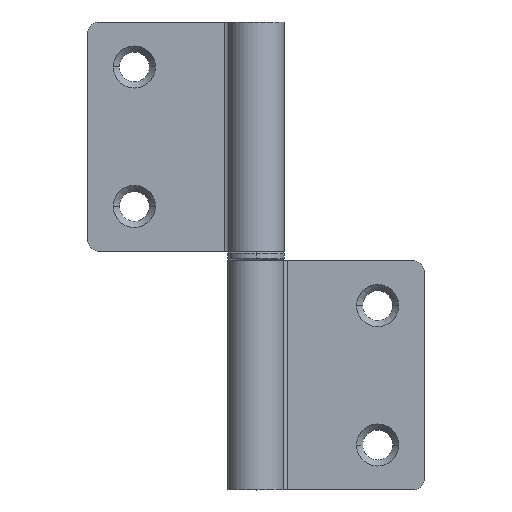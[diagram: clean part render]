
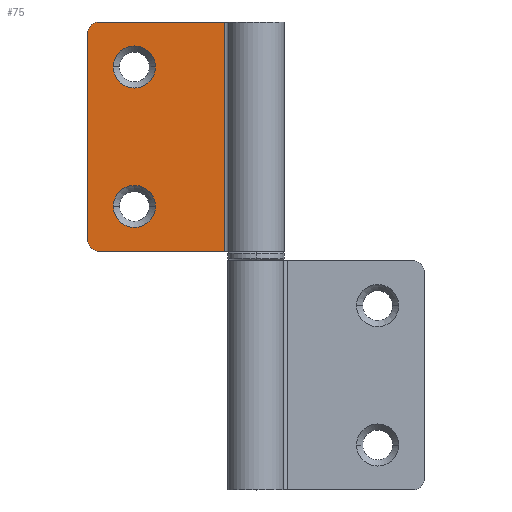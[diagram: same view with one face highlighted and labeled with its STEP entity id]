
A CAD part, top view. The second image highlights one B-rep face of the part: STEP entity #75.
In plain terms, the highlighted planar face has unit normal (0, 0, 1).
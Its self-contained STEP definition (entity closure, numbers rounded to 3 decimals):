
#11=FACE_BOUND('',#164,.T.);
#12=FACE_BOUND('',#165,.T.);
#22=B_SPLINE_CURVE_WITH_KNOTS('',1,(#1262,#1263),.UNSPECIFIED.,.F.,.F.,
(2,2),(48.637,75.424),.UNSPECIFIED.);
#23=B_SPLINE_CURVE_WITH_KNOTS('',1,(#1264,#1265),.UNSPECIFIED.,.F.,.F.,
(2,2),(2.5,46.5),.UNSPECIFIED.);
#24=B_SPLINE_CURVE_WITH_KNOTS('',1,(#1266,#1267),.UNSPECIFIED.,.F.,.F.,
(2,2),(48.637,75.424),.UNSPECIFIED.);
#75=ADVANCED_FACE('',(#119,#11,#12),#723,.T.);
#119=FACE_OUTER_BOUND('',#163,.T.);
#163=EDGE_LOOP('',(#238,#239,#240,#241,#242,#243));
#164=EDGE_LOOP('',(#244,#245));
#165=EDGE_LOOP('',(#246,#247));
#238=ORIENTED_EDGE('',*,*,#454,.F.);
#239=ORIENTED_EDGE('',*,*,#437,.F.);
#240=ORIENTED_EDGE('',*,*,#452,.F.);
#241=ORIENTED_EDGE('',*,*,#436,.F.);
#242=ORIENTED_EDGE('',*,*,#434,.T.);
#243=ORIENTED_EDGE('',*,*,#438,.T.);
#244=ORIENTED_EDGE('',*,*,#457,.F.);
#245=ORIENTED_EDGE('',*,*,#445,.F.);
#246=ORIENTED_EDGE('',*,*,#448,.T.);
#247=ORIENTED_EDGE('',*,*,#460,.T.);
#434=EDGE_CURVE('',#666,#667,#524,.T.);
#436=EDGE_CURVE('',#666,#672,#22,.T.);
#437=EDGE_CURVE('',#674,#673,#23,.T.);
#438=EDGE_CURVE('',#667,#675,#24,.T.);
#445=EDGE_CURVE('',#668,#681,#552,.T.);
#448=EDGE_CURVE('',#670,#683,#554,.T.);
#452=EDGE_CURVE('',#672,#674,#556,.T.);
#454=EDGE_CURVE('',#673,#675,#558,.T.);
#457=EDGE_CURVE('',#681,#668,#560,.T.);
#460=EDGE_CURVE('',#683,#670,#562,.T.);
#524=(
BOUNDED_CURVE()
B_SPLINE_CURVE(1,(#1257,#1258),.UNSPECIFIED.,.F.,.F.)
B_SPLINE_CURVE_WITH_KNOTS((2,2),(0.,49.),.UNSPECIFIED.)
CURVE()
GEOMETRIC_REPRESENTATION_ITEM()
RATIONAL_B_SPLINE_CURVE((1.,1.))
REPRESENTATION_ITEM('')
);
#552=TRIMMED_CURVE($,#608,(#1283),(#1284),.T.,.CARTESIAN.);
#554=TRIMMED_CURVE($,#610,(#1293),(#1294),.T.,.CARTESIAN.);
#556=TRIMMED_CURVE($,#612,(#1303),(#1304),.T.,.CARTESIAN.);
#558=TRIMMED_CURVE($,#614,(#1309),(#1310),.T.,.CARTESIAN.);
#560=TRIMMED_CURVE($,#616,(#1319),(#1320),.T.,.CARTESIAN.);
#562=TRIMMED_CURVE($,#618,(#1329),(#1330),.T.,.CARTESIAN.);
#608=CIRCLE('',#868,4.5);
#610=CIRCLE('',#870,4.5);
#612=CIRCLE('',#872,2.5);
#614=CIRCLE('',#874,2.5);
#616=CIRCLE('',#876,4.5);
#618=CIRCLE('',#878,4.5);
#666=VERTEX_POINT('',#1204);
#667=VERTEX_POINT('',#1205);
#668=VERTEX_POINT('',#1206);
#670=VERTEX_POINT('',#1208);
#672=VERTEX_POINT('',#1210);
#673=VERTEX_POINT('',#1211);
#674=VERTEX_POINT('',#1212);
#675=VERTEX_POINT('',#1213);
#681=VERTEX_POINT('',#1219);
#683=VERTEX_POINT('',#1221);
#723=PLANE('',#853);
#853=AXIS2_PLACEMENT_3D('',#1107,#948,$);
#868=AXIS2_PLACEMENT_3D($,#1282,#971,#972);
#870=AXIS2_PLACEMENT_3D($,#1292,#975,#976);
#872=AXIS2_PLACEMENT_3D($,#1302,#979,#980);
#874=AXIS2_PLACEMENT_3D($,#1308,#983,#984);
#876=AXIS2_PLACEMENT_3D($,#1318,#987,#988);
#878=AXIS2_PLACEMENT_3D($,#1328,#991,#992);
#948=DIRECTION('',(0.,0.,1.));
#971=DIRECTION('',(0.,0.,1.));
#972=DIRECTION('',(-1.,0.,0.));
#975=DIRECTION('',(0.,0.,-1.));
#976=DIRECTION('',(-1.,0.,0.));
#979=DIRECTION('',(0.,0.,-1.));
#980=DIRECTION('',(0.,-1.,0.));
#983=DIRECTION('',(0.,0.,-1.));
#984=DIRECTION('',(-1.,0.,0.));
#987=DIRECTION('',(0.,0.,1.));
#988=DIRECTION('',(1.,0.,0.));
#991=DIRECTION('',(0.,0.,-1.));
#992=DIRECTION('',(1.,0.,0.));
#1107=CARTESIAN_POINT('',(-16.029,51.,0.159));
#1204=CARTESIAN_POINT('',(-16.029,51.,0.159));
#1205=CARTESIAN_POINT('',(-16.029,100.,0.159));
#1206=CARTESIAN_POINT('',(-39.815,60.6,0.159));
#1208=CARTESIAN_POINT('',(-39.815,90.4,0.159));
#1210=CARTESIAN_POINT('',(-42.815,51.,0.159));
#1211=CARTESIAN_POINT('',(-45.315,97.5,0.159));
#1212=CARTESIAN_POINT('',(-45.315,53.5,0.159));
#1213=CARTESIAN_POINT('',(-42.815,100.,0.159));
#1219=CARTESIAN_POINT('',(-30.815,60.6,0.159));
#1221=CARTESIAN_POINT('',(-30.815,90.4,0.159));
#1257=CARTESIAN_POINT('',(-16.029,51.,0.159));
#1258=CARTESIAN_POINT('',(-16.029,100.,0.159));
#1262=CARTESIAN_POINT('',(-16.029,51.,0.159));
#1263=CARTESIAN_POINT('',(-42.815,51.,0.159));
#1264=CARTESIAN_POINT('',(-45.315,53.5,0.159));
#1265=CARTESIAN_POINT('',(-45.315,97.5,0.159));
#1266=CARTESIAN_POINT('',(-16.029,100.,0.159));
#1267=CARTESIAN_POINT('',(-42.815,100.,0.159));
#1282=CARTESIAN_POINT('',(-35.315,60.6,0.159));
#1283=CARTESIAN_POINT('',(-39.815,60.6,0.159));
#1284=CARTESIAN_POINT('',(-30.815,60.6,0.159));
#1292=CARTESIAN_POINT('',(-35.315,90.4,0.159));
#1293=CARTESIAN_POINT('',(-39.815,90.4,0.159));
#1294=CARTESIAN_POINT('',(-30.815,90.4,0.159));
#1302=CARTESIAN_POINT('',(-42.815,53.5,0.159));
#1303=CARTESIAN_POINT('',(-42.815,51.,0.159));
#1304=CARTESIAN_POINT('',(-45.315,53.5,0.159));
#1308=CARTESIAN_POINT('',(-42.815,97.5,0.159));
#1309=CARTESIAN_POINT('',(-45.315,97.5,0.159));
#1310=CARTESIAN_POINT('',(-42.815,100.,0.159));
#1318=CARTESIAN_POINT('',(-35.315,60.6,0.159));
#1319=CARTESIAN_POINT('',(-30.815,60.6,0.159));
#1320=CARTESIAN_POINT('',(-39.815,60.6,0.159));
#1328=CARTESIAN_POINT('',(-35.315,90.4,0.159));
#1329=CARTESIAN_POINT('',(-30.815,90.4,0.159));
#1330=CARTESIAN_POINT('',(-39.815,90.4,0.159));
